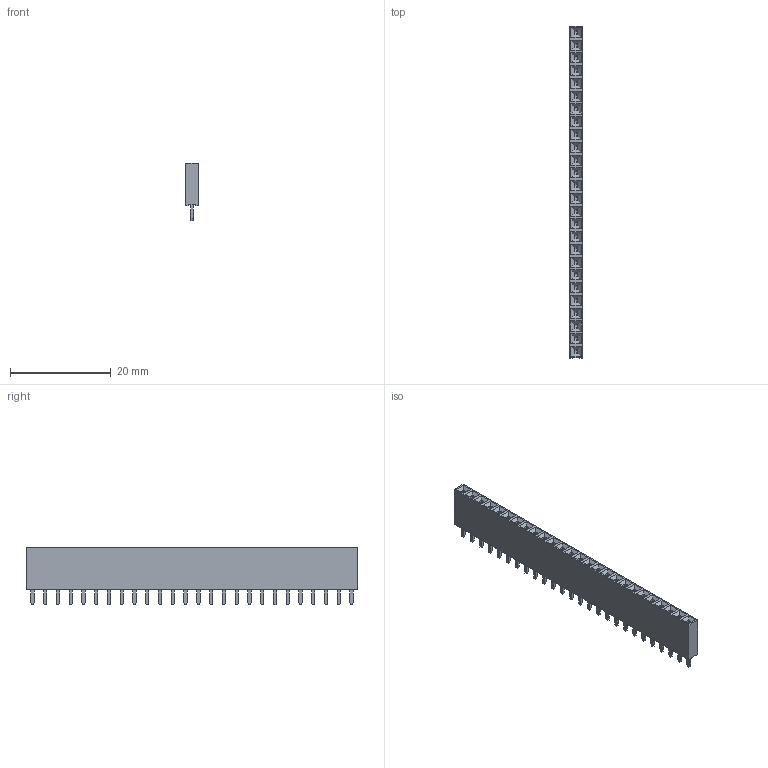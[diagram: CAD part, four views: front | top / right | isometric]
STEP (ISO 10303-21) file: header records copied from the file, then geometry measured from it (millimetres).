
FILE_DESCRIPTION(('FreeCAD Model'),'2;1');
FILE_NAME('Open CASCADE Shape Model','2023-05-12T03:18:33',( 'kicad StepUp'),('ksu MCAD'),'Open CASCADE STEP processor 7.6', 'FreeCAD','Unknown');
FILE_SCHEMA(('AUTOMOTIVE_DESIGN { 1 0 10303 214 1 1 1 1 }'));
Length unit declared in the file: millimetre
Products named in the file (28): Female_Header_1x26_P2.54_H8.5_straight; Pin_One025; Epoxy_Body025; Body363; Body364; Body365; Body366; Body367; Body368; Body369; Body370; Body371; Body360; Body372; Body373; Body374; Body375; Body376; Body377; Body378; Body379; Body380; Body381; Body382; Body383; Body384; Body385; Body386
Assembly tree (27 placements, depth 2):
  Female_Header_1x26_P2.54_H8.5_straight
    Pin_One025
    Epoxy_Body025
    Body363
    Body364
    Body365
    Body366
    Body367
    Body368
    Body369
    Body370
    Body371
    Body360
    Body372
    Body373
    Body374
    Body375
    Body376
    Body377
    Body378
    Body379
    Body380
    Body381
    Body382
    Body383
    Body384
    Body385
    Body386
Bounding box: 2.5 x 66.04 x 11.5 mm (x, y, z)
Volume: 1214.5 mm3; surface area: 3526 mm2
Topology: 27 solids, 27 shells, 1052 faces, 2942 edges, 1944 vertices
Faces by surface type: plane 764, cylinder 184, bspline 104
Entity records: 34147 total; most frequent: CARTESIAN_POINT 6382, ORIENTED_EDGE 5884, DIRECTION 5210, EDGE_CURVE 2942, LINE 2418, VECTOR 2418, VERTEX_POINT 1944, AXIS2_PLACEMENT_3D 1396
